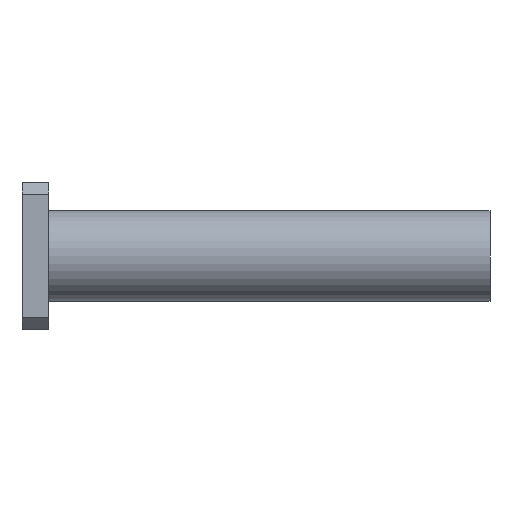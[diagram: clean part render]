
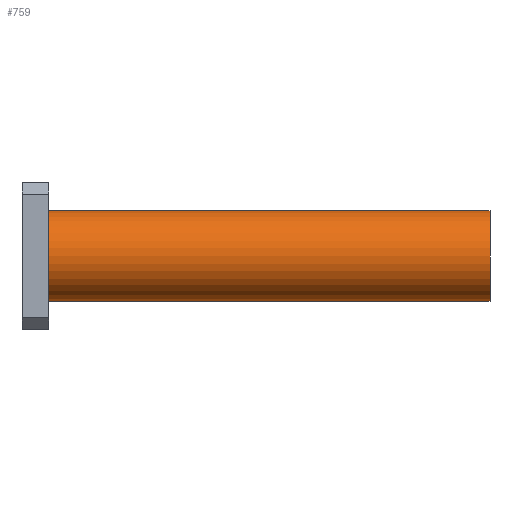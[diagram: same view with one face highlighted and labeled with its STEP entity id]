
A CAD part, front view. The second image highlights one B-rep face of the part: STEP entity #759.
In plain terms, the highlighted cylindrical face has radius 6.883 mm (diameter 13.767 mm), a partial arc.
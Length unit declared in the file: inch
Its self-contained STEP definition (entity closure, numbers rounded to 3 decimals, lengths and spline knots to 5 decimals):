
#40 = CARTESIAN_POINT ( 'NONE',  ( 0., 0., 0. ) ) ;
#45 = DIRECTION ( 'NONE',  ( 1., 0., 0. ) ) ;
#61 = CYLINDRICAL_SURFACE ( 'NONE', #278, 0.271 ) ;
#64 = CARTESIAN_POINT ( 'NONE',  ( 0., 0., 0.271 ) ) ;
#79 = VERTEX_POINT ( 'NONE', #184 ) ;
#115 = CARTESIAN_POINT ( 'NONE',  ( -2.64, 0., 0. ) ) ;
#122 = AXIS2_PLACEMENT_3D ( 'NONE', #40, #45, #861 ) ;
#140 = LINE ( 'NONE', #64, #347 ) ;
#162 = EDGE_CURVE ( 'NONE', #608, #79, #843, .T. ) ;
#178 = CARTESIAN_POINT ( 'NONE',  ( 0., 0., 0.271 ) ) ;
#184 = CARTESIAN_POINT ( 'NONE',  ( 0., 0., -0.271 ) ) ;
#185 = DIRECTION ( 'NONE',  ( 1., 0., 0. ) ) ;
#201 = CARTESIAN_POINT ( 'NONE',  ( 0., 0., -0.271 ) ) ;
#206 = DIRECTION ( 'NONE',  ( 1., 0., 0. ) ) ;
#237 = EDGE_CURVE ( 'NONE', #804, #79, #283, .T. ) ;
#261 = DIRECTION ( 'NONE',  ( 0., 0., -1. ) ) ;
#278 = AXIS2_PLACEMENT_3D ( 'NONE', #849, #185, #929 ) ;
#283 = LINE ( 'NONE', #201, #703 ) ;
#301 = EDGE_CURVE ( 'NONE', #501, #608, #140, .T. ) ;
#306 = CARTESIAN_POINT ( 'NONE',  ( -2.64, 0., 0.271 ) ) ;
#347 = VECTOR ( 'NONE', #206, 39.37008 ) ;
#350 = ORIENTED_EDGE ( 'NONE', *, *, #162, .F. ) ;
#362 = ORIENTED_EDGE ( 'NONE', *, *, #237, .T. ) ;
#371 = FACE_OUTER_BOUND ( 'NONE', #490, .T. ) ;
#391 = CIRCLE ( 'NONE', #451, 0.271 ) ;
#424 = DIRECTION ( 'NONE',  ( 1., 0., 0. ) ) ;
#451 = AXIS2_PLACEMENT_3D ( 'NONE', #115, #621, #261 ) ;
#490 = EDGE_LOOP ( 'NONE', ( #542, #788, #362, #350 ) ) ;
#501 = VERTEX_POINT ( 'NONE', #306 ) ;
#542 = ORIENTED_EDGE ( 'NONE', *, *, #301, .F. ) ;
#608 = VERTEX_POINT ( 'NONE', #178 ) ;
#621 = DIRECTION ( 'NONE',  ( 1., 0., 0. ) ) ;
#703 = VECTOR ( 'NONE', #424, 39.37008 ) ;
#759 = ADVANCED_FACE ( 'NONE', ( #371 ), #61, .T. ) ;
#763 = EDGE_CURVE ( 'NONE', #501, #804, #391, .T. ) ;
#788 = ORIENTED_EDGE ( 'NONE', *, *, #763, .T. ) ;
#804 = VERTEX_POINT ( 'NONE', #941 ) ;
#843 = CIRCLE ( 'NONE', #122, 0.271 ) ;
#849 = CARTESIAN_POINT ( 'NONE',  ( 0., 0., 0. ) ) ;
#861 = DIRECTION ( 'NONE',  ( 0., 0., -1. ) ) ;
#929 = DIRECTION ( 'NONE',  ( 0., 0., -1. ) ) ;
#941 = CARTESIAN_POINT ( 'NONE',  ( -2.64, 0., -0.271 ) ) ;
